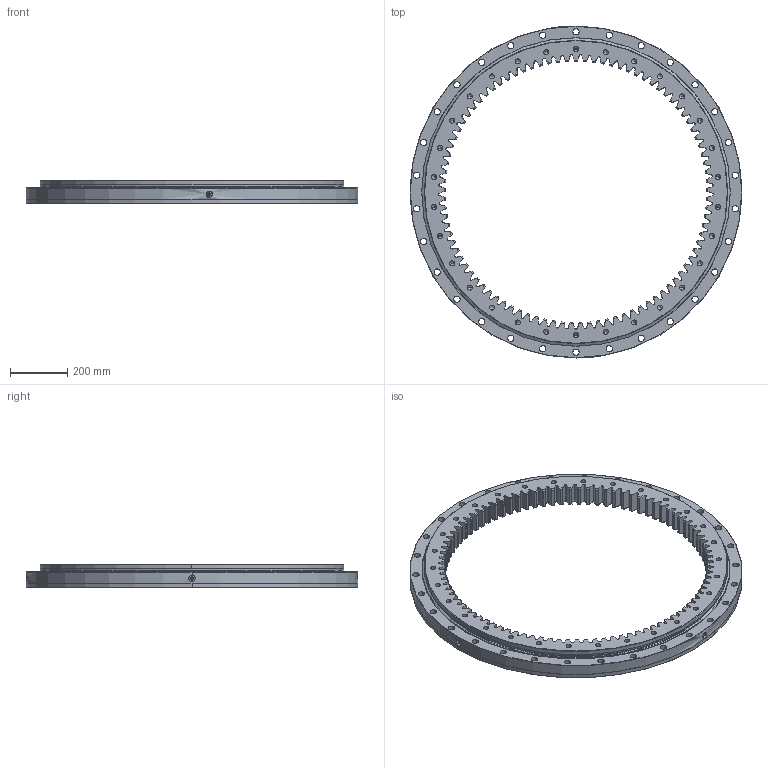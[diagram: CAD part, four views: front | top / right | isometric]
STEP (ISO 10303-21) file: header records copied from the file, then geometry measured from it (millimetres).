
FILE_DESCRIPTION (( 'STEP AP214' ), '1' );
FILE_NAME ('I.1155.25.00.B.STEP', '2016-01-29T16:33:58', ( '' ), ( '' ), 'SwSTEP 2.0', 'SolidWorks 2015', '' );
FILE_SCHEMA (( 'AUTOMOTIVE_DESIGN' ));
Length unit declared in the file: millimetre
Products named in the file (7): Grease nipple M10x1mm; B.1155.B25B.A3N.1 - OR Seal; B.1155.B25B.A3N.1 - IR Seal; Ball D25; B.1155.B25B.A3N.1 - OR; B.1155.B25B.A3N.1 - IR; I.1155.25.00.B
Assembly tree (121 placements, depth 2):
  I.1155.25.00.B
    B.1155.B25B.A3N.1 - IR
    B.1155.B25B.A3N.1 - OR
    Ball D25  x113
    B.1155.B25B.A3N.1 - IR Seal
    B.1155.B25B.A3N.1 - OR Seal
    Grease nipple M10x1mm  x4
Bounding box: 1155 x 1155 x 80 mm (x, y, z)
Volume: 21697157.1 mm3; surface area: 2539510.4 mm2
Topology: 121 solids, 121 shells, 1598 faces, 4635 edges, 3037 vertices
Faces by surface type: bspline 372, plane 339, cone 338, cylinder 279, sphere 226, torus 44
Entity records: 47720 total; most frequent: CARTESIAN_POINT 16042, ORIENTED_EDGE 7140, DIRECTION 5060, EDGE_CURVE 3570, VERTEX_POINT 2348, AXIS2_PLACEMENT_3D 1832, LINE 1396, VECTOR 1396
